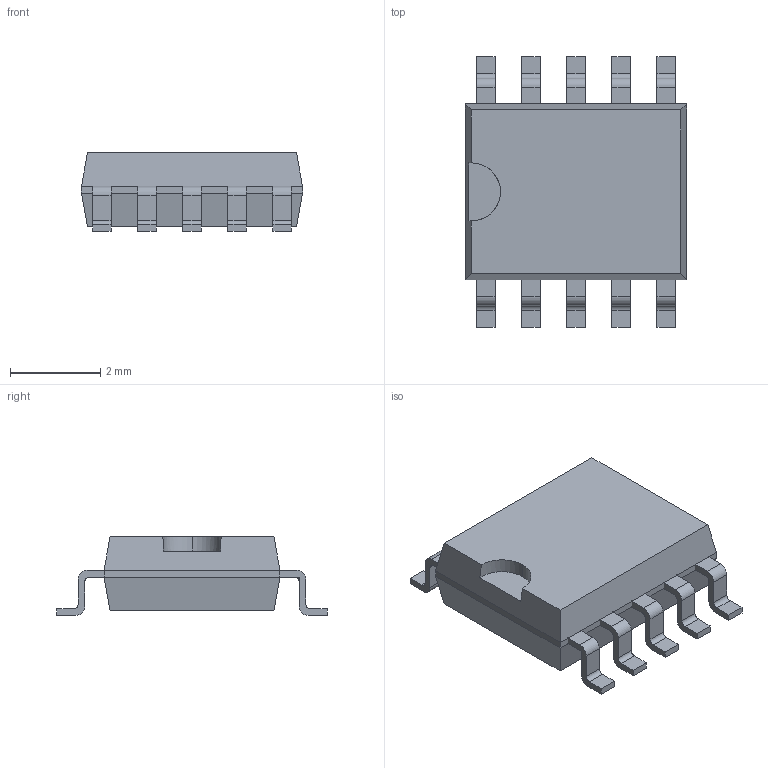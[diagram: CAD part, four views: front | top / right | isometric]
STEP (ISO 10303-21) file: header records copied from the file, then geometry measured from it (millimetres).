
FILE_DESCRIPTION (( 'STEP AP214' ), '1' );
FILE_NAME ('User Library-Case751BQ.STEP', '2020-05-01T22:24:21', ( '' ), ( '' ), 'SwSTEP 2.0', 'SolidWorks 2019', '' );
FILE_SCHEMA (( 'AUTOMOTIVE_DESIGN' ));
Length unit declared in the file: millimetre
Products named in the file (12): 8; 1; 4; 5; 11; 3; 10; 7; 2; User Library-Case751BQ; 6; 9
Assembly tree (11 placements, depth 2):
  User Library-Case751BQ
    1
    2
    3
    4
    5
    6
    7
    8
    9
    10
    11
Bounding box: 4.9 x 6 x 1.75 mm (x, y, z)
Volume: 30.9 mm3; surface area: 87.4 mm2
Topology: 11 solids, 11 shells, 156 faces, 394 edges, 260 vertices
Faces by surface type: plane 115, cylinder 41
Entity records: 6878 total; most frequent: CARTESIAN_POINT 830, DIRECTION 814, ORIENTED_EDGE 788, EDGE_CURVE 394, LINE 310, VECTOR 310, VERTEX_POINT 260, AXIS2_PLACEMENT_3D 252
